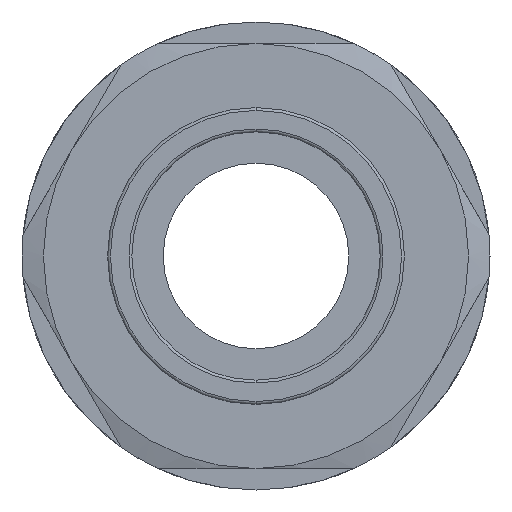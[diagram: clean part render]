
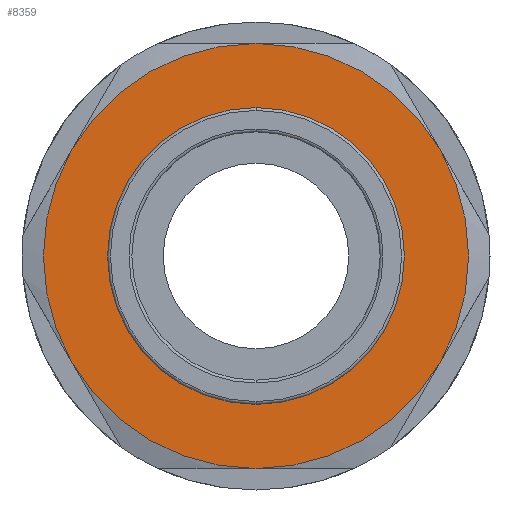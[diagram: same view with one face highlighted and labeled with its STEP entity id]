
A CAD part, front view. The second image highlights one B-rep face of the part: STEP entity #8359.
In plain terms, the highlighted planar face has unit normal (0, -1, 0).
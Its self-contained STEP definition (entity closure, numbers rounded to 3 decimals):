
#71 = DIRECTION ( 'NONE',  ( 0., 0., 1. ) ) ;
#531 = DIRECTION ( 'NONE',  ( 0., 1., 0. ) ) ;
#533 = ORIENTED_EDGE ( 'NONE', *, *, #12001, .F. ) ;
#757 = ORIENTED_EDGE ( 'NONE', *, *, #3545, .F. ) ;
#807 = CARTESIAN_POINT ( 'NONE',  ( 0., -22.7, 14.9 ) ) ;
#1000 = CARTESIAN_POINT ( 'NONE',  ( 0., -22.7, 0. ) ) ;
#1477 = ORIENTED_EDGE ( 'NONE', *, *, #14248, .F. ) ;
#1747 = EDGE_CURVE ( 'NONE', #4185, #3579, #7453, .T. ) ;
#2238 = ORIENTED_EDGE ( 'NONE', *, *, #4616, .F. ) ;
#2349 = CARTESIAN_POINT ( 'NONE',  ( 0., -22.7, 10.4 ) ) ;
#2529 = DIRECTION ( 'NONE',  ( 0., 0., -1. ) ) ;
#2597 = AXIS2_PLACEMENT_3D ( 'NONE', #1000, #11645, #71 ) ;
#2607 = AXIS2_PLACEMENT_3D ( 'NONE', #3445, #9453, #2529 ) ;
#2665 = CARTESIAN_POINT ( 'NONE',  ( -12.904, -22.7, 7.45 ) ) ;
#2678 = CARTESIAN_POINT ( 'NONE',  ( 12.904, -22.7, -7.45 ) ) ;
#2807 = DIRECTION ( 'NONE',  ( 0., 0., 1. ) ) ;
#3027 = VERTEX_POINT ( 'NONE', #4357 ) ;
#3124 = EDGE_LOOP ( 'NONE', ( #7343, #2238, #4190, #533, #1477, #757 ) ) ;
#3191 = PLANE ( 'NONE',  #10428 ) ;
#3445 = CARTESIAN_POINT ( 'NONE',  ( 0., -22.7, 0. ) ) ;
#3545 = EDGE_CURVE ( 'NONE', #12074, #12002, #6017, .T. ) ;
#3579 = VERTEX_POINT ( 'NONE', #7645 ) ;
#3599 = AXIS2_PLACEMENT_3D ( 'NONE', #10421, #531, #2807 ) ;
#3605 = DIRECTION ( 'NONE',  ( 0., 1., 0. ) ) ;
#4185 = VERTEX_POINT ( 'NONE', #2349 ) ;
#4189 = EDGE_CURVE ( 'NONE', #3027, #11656, #13041, .T. ) ;
#4190 = ORIENTED_EDGE ( 'NONE', *, *, #4189, .F. ) ;
#4357 = CARTESIAN_POINT ( 'NONE',  ( 12.904, -22.7, 7.45 ) ) ;
#4476 = DIRECTION ( 'NONE',  ( 0., 0., 1. ) ) ;
#4534 = AXIS2_PLACEMENT_3D ( 'NONE', #5534, #3605, #8321 ) ;
#4616 = EDGE_CURVE ( 'NONE', #11656, #14941, #12077, .T. ) ;
#4709 = DIRECTION ( 'NONE',  ( 0., 0., -1. ) ) ;
#4874 = CARTESIAN_POINT ( 'NONE',  ( -12.904, -22.7, -7.45 ) ) ;
#5010 = DIRECTION ( 'NONE',  ( 0., 1., 0. ) ) ;
#5159 = DIRECTION ( 'NONE',  ( 0., 0., 1. ) ) ;
#5350 = CARTESIAN_POINT ( 'NONE',  ( 0., -22.7, -14.9 ) ) ;
#5534 = CARTESIAN_POINT ( 'NONE',  ( 0., -22.7, 0. ) ) ;
#6017 = CIRCLE ( 'NONE', #11851, 14.9 ) ;
#6077 = AXIS2_PLACEMENT_3D ( 'NONE', #12161, #5010, #5159 ) ;
#6775 = DIRECTION ( 'NONE',  ( 0., 0., -1. ) ) ;
#6995 = DIRECTION ( 'NONE',  ( 0., 1., 0. ) ) ;
#7203 = DIRECTION ( 'NONE',  ( 0., 1., 0. ) ) ;
#7343 = ORIENTED_EDGE ( 'NONE', *, *, #13936, .F. ) ;
#7453 = CIRCLE ( 'NONE', #2607, 10.4 ) ;
#7645 = CARTESIAN_POINT ( 'NONE',  ( 0., -22.7, -10.4 ) ) ;
#7830 = CARTESIAN_POINT ( 'NONE',  ( 0., -22.7, 0. ) ) ;
#7909 = FACE_OUTER_BOUND ( 'NONE', #3124, .T. ) ;
#8321 = DIRECTION ( 'NONE',  ( 0., 0., 1. ) ) ;
#8359 = ADVANCED_FACE ( 'NONE', ( #13619, #7909 ), #3191, .T. ) ;
#8737 = AXIS2_PLACEMENT_3D ( 'NONE', #8967, #14925, #4476 ) ;
#8967 = CARTESIAN_POINT ( 'NONE',  ( 0., -22.7, 0. ) ) ;
#9453 = DIRECTION ( 'NONE',  ( 0., 1., 0. ) ) ;
#9481 = ORIENTED_EDGE ( 'NONE', *, *, #1747, .T. ) ;
#9857 = CARTESIAN_POINT ( 'NONE',  ( 0., -22.7, 0. ) ) ;
#9960 = CIRCLE ( 'NONE', #12879, 10.4 ) ;
#10397 = CIRCLE ( 'NONE', #3599, 14.9 ) ;
#10421 = CARTESIAN_POINT ( 'NONE',  ( 0., -22.7, 0. ) ) ;
#10428 = AXIS2_PLACEMENT_3D ( 'NONE', #7830, #12556, #6775 ) ;
#10688 = CIRCLE ( 'NONE', #6077, 14.9 ) ;
#11645 = DIRECTION ( 'NONE',  ( 0., 1., 0. ) ) ;
#11656 = VERTEX_POINT ( 'NONE', #2678 ) ;
#11785 = CARTESIAN_POINT ( 'NONE',  ( 0., -22.7, 0. ) ) ;
#11851 = AXIS2_PLACEMENT_3D ( 'NONE', #9857, #7203, #11929 ) ;
#11929 = DIRECTION ( 'NONE',  ( 0., 0., 1. ) ) ;
#12001 = EDGE_CURVE ( 'NONE', #13531, #3027, #10397, .T. ) ;
#12002 = VERTEX_POINT ( 'NONE', #2665 ) ;
#12074 = VERTEX_POINT ( 'NONE', #4874 ) ;
#12077 = CIRCLE ( 'NONE', #4534, 14.9 ) ;
#12150 = CIRCLE ( 'NONE', #8737, 14.9 ) ;
#12161 = CARTESIAN_POINT ( 'NONE',  ( 0., -22.7, 0. ) ) ;
#12532 = EDGE_LOOP ( 'NONE', ( #14269, #9481 ) ) ;
#12556 = DIRECTION ( 'NONE',  ( 0., -1., 0. ) ) ;
#12879 = AXIS2_PLACEMENT_3D ( 'NONE', #11785, #6995, #4709 ) ;
#13041 = CIRCLE ( 'NONE', #2597, 14.9 ) ;
#13531 = VERTEX_POINT ( 'NONE', #807 ) ;
#13619 = FACE_BOUND ( 'NONE', #12532, .T. ) ;
#13936 = EDGE_CURVE ( 'NONE', #14941, #12074, #12150, .T. ) ;
#13996 = EDGE_CURVE ( 'NONE', #3579, #4185, #9960, .T. ) ;
#14248 = EDGE_CURVE ( 'NONE', #12002, #13531, #10688, .T. ) ;
#14269 = ORIENTED_EDGE ( 'NONE', *, *, #13996, .T. ) ;
#14925 = DIRECTION ( 'NONE',  ( 0., 1., 0. ) ) ;
#14941 = VERTEX_POINT ( 'NONE', #5350 ) ;
